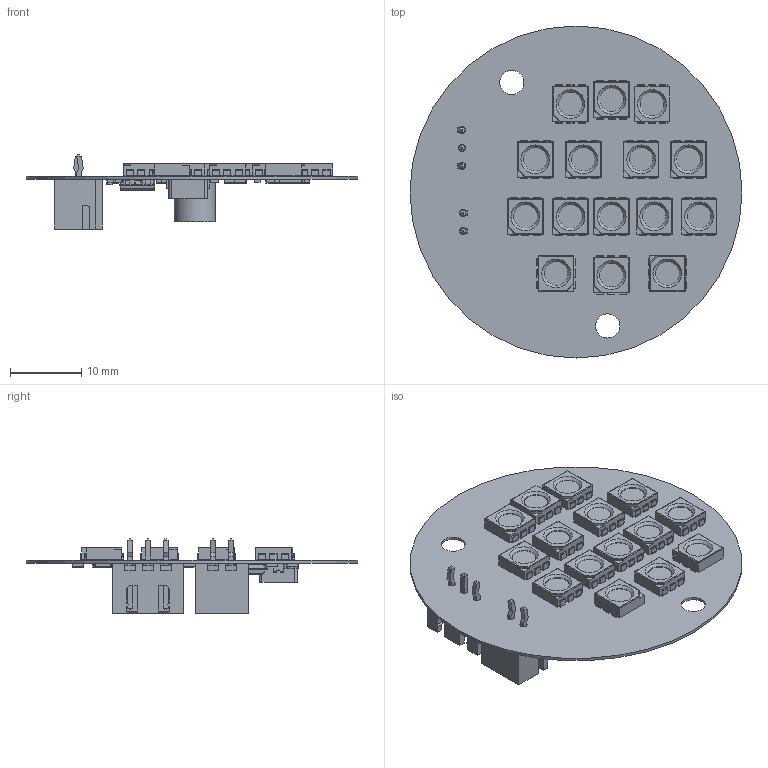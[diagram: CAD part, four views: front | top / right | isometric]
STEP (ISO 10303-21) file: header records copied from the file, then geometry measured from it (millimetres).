
FILE_DESCRIPTION(('Open CASCADE Model'),'2;1');
FILE_NAME('Open CASCADE Shape Model','2021-06-27T23:50:23',('Author'),( 'Open CASCADE'),'Open CASCADE STEP processor 6.8','Open CASCADE 6.8' ,'Unknown');
FILE_SCHEMA(('AUTOMOTIVE_DESIGN { 1 0 10303 214 1 1 1 1 }'));
Length unit declared in the file: millimetre
Products named in the file (116): PCB; Board; Open CASCADE STEP translator 6.8 1.1.1; R20; 5921832176; Mid_Body; Terminal; Open_CASCADE_STEP_translator_6.8_24.2.1; Mark; R19; R18; PWM; JST_XH_B3B-XH-A_1x03_P2.50mm_Vertical; 24V; JST_XH_B2B-XH-A_1x02_P2.50mm_Vertical; U1; DDA0008E_RGB8421504; BODY-SO; LEAD-SO; THERMALPAD-SO; R17; 5921828336; Open_CASCADE_STEP_translator_6.8_16.2.1; R16; R15; 5921826976; R14; R13; 5921834256; R12; R11; 5921824736; R10; R9; R8; R7; R6; R5; R4; R3 ...
Assembly tree (158 placements, depth 5):
  PCB
    Board
      Open CASCADE STEP translator 6.8 1.1.1
    R20
      5921832176
        Mid_Body
        Terminal  x2
          Open_CASCADE_STEP_translator_6.8_24.2.1
        Mark
    R19
      5921832176
        Mid_Body
        Terminal  x2
          Open_CASCADE_STEP_translator_6.8_24.2.1
        Mark
    R18
      5921832176
        Mid_Body
        Terminal  x2
          Open_CASCADE_STEP_translator_6.8_24.2.1
        Mark
    PWM
      JST_XH_B3B-XH-A_1x03_P2.50mm_Vertical
    24V
      JST_XH_B2B-XH-A_1x02_P2.50mm_Vertical
    U1
      DDA0008E_RGB8421504
        BODY-SO
        LEAD-SO  x8
        THERMALPAD-SO
    R17
      5921828336
        Mid_Body
        Terminal  x2
          Open_CASCADE_STEP_translator_6.8_16.2.1
        Mark
    R16
      5921828336
        Mid_Body
        Terminal  x2
          Open_CASCADE_STEP_translator_6.8_16.2.1
        Mark
    R15
      5921826976
        Mid_Body
        Terminal  x2
          Open_CASCADE_STEP_translator_6.8_24.2.1
        Mark
    R14
      5921828336
        Mid_Body
        Terminal  x2
          Open_CASCADE_STEP_translator_6.8_16.2.1
        Mark
    R13
      5921834256
        Mid_Body
        Terminal  x2
          Open_CASCADE_STEP_translator_6.8_24.2.1
        Mark
Bounding box: 46.58 x 46.58 x 10.4 mm (x, y, z)
Volume: 1976.3 mm3; surface area: 6934.1 mm2
Topology: 126 solids, 127 shells, 2931 faces, 7874 edges, 5108 vertices
Faces by surface type: plane 2172, cylinder 650, bspline 60, sphere 34, cone 15
Full cylindrical faces by diameter (mm): 1 x5, 3.333 x15, 3.4 x2, 5.8 x1, 46.584 x1
Entity records: 31886 total; most frequent: CARTESIAN_POINT 5082, DIRECTION 4463, ORIENTED_EDGE 4309, EDGE_CURVE 2156, LINE 1741, VECTOR 1741, AXIS2_PLACEMENT_3D 1361, VERTEX_POINT 1360
